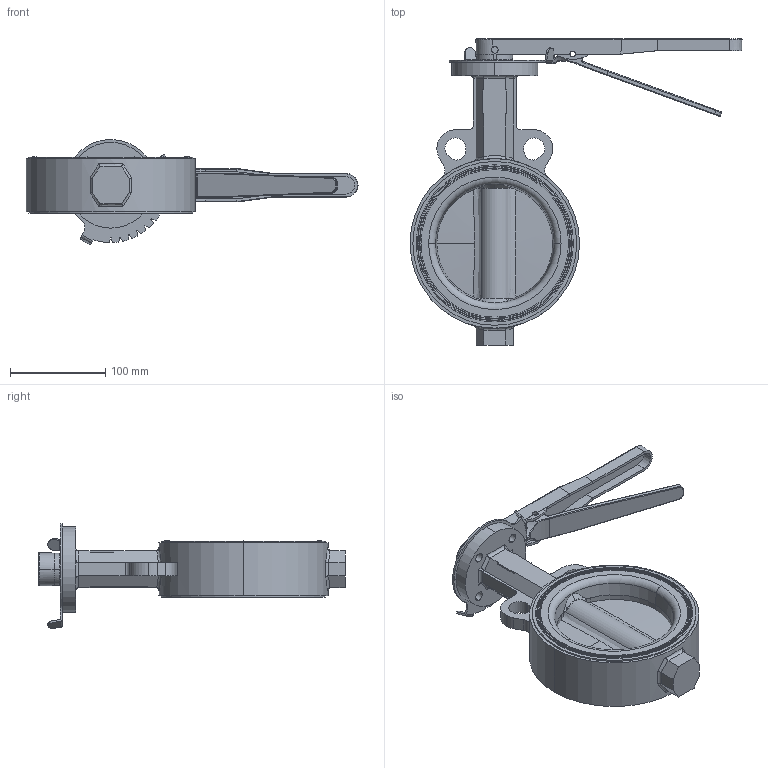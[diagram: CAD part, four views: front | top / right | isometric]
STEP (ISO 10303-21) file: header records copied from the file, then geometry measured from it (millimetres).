
FILE_DESCRIPTION (( 'STEP AP214' ), '1' );
FILE_NAME ('NS-0500-WAFER-HANDLE.step', '2019-03-07T20:52:14', ( '' ), ( '' ), 'SwSTEP 2.0', 'SolidWorks 2019', '' );
FILE_SCHEMA (( 'AUTOMOTIVE_DESIGN' ));
Length unit declared in the file: inch
Products named in the file (1): NS-0500-WAFER-HANDLE
Bounding box: 348.47 x 321.94 x 110.01 mm (x, y, z)
Surface area: 205132 mm2 (no closed solid volume)
Topology: 0 solids, 28 shells, 436 faces, 1595 edges, 1164 vertices
Faces by surface type: cylinder 167, plane 155, bspline 46, torus 43, cone 23, sphere 2
Entity records: 30446 total; most frequent: CARTESIAN_POINT 12035, ORIENTED_EDGE 2587, DIRECTION 2409, EDGE_CURVE 1590, VERTEX_POINT 1163, AXIS2_PLACEMENT_3D 847, LINE 715, VECTOR 715
